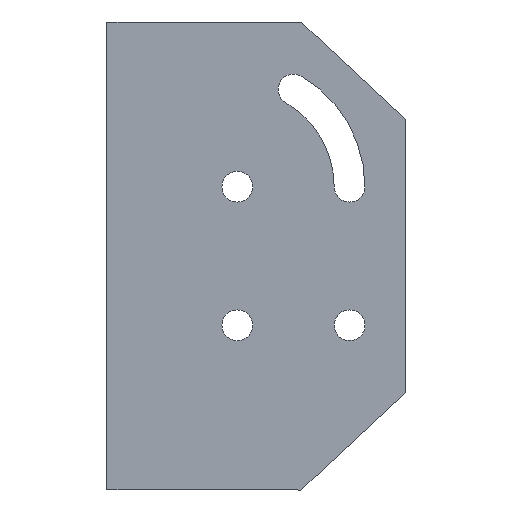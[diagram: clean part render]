
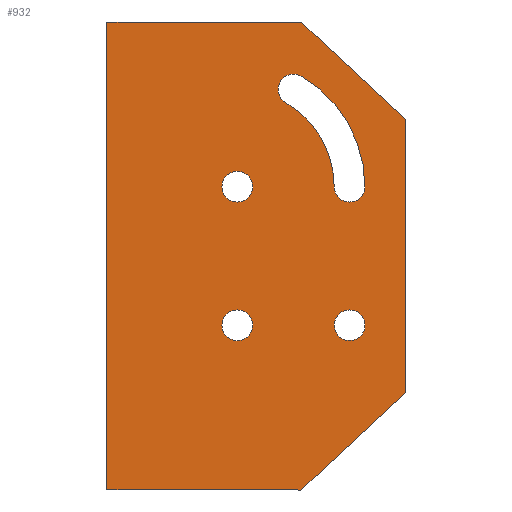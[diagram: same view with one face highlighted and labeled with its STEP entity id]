
A CAD part, left-side view. The second image highlights one B-rep face of the part: STEP entity #932.
In plain terms, the highlighted planar face has unit normal (-1, 0, 0).
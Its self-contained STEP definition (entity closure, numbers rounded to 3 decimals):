
#33=FACE_BOUND('',#139,.T.);
#34=FACE_BOUND('',#140,.T.);
#35=FACE_BOUND('',#141,.T.);
#36=FACE_BOUND('',#142,.T.);
#55=CIRCLE('',#1001,4.1);
#56=CIRCLE('',#1002,4.1);
#57=CIRCLE('',#1003,4.1);
#58=CIRCLE('',#1004,4.1);
#59=CIRCLE('',#1005,25.9);
#60=CIRCLE('',#1006,4.1);
#61=CIRCLE('',#1007,34.1);
#93=FACE_OUTER_BOUND('',#138,.T.);
#138=EDGE_LOOP('',(#602,#603,#604,#605,#606,#607,#608,#609));
#139=EDGE_LOOP('',(#610));
#140=EDGE_LOOP('',(#611));
#141=EDGE_LOOP('',(#612));
#142=EDGE_LOOP('',(#613,#614,#615,#616));
#205=LINE('',#1346,#296);
#206=LINE('',#1348,#297);
#207=LINE('',#1350,#298);
#208=LINE('',#1352,#299);
#209=LINE('',#1354,#300);
#210=LINE('',#1356,#301);
#211=LINE('',#1358,#302);
#212=LINE('',#1359,#303);
#296=VECTOR('',#1087,10.);
#297=VECTOR('',#1088,10.);
#298=VECTOR('',#1089,10.);
#299=VECTOR('',#1090,10.);
#300=VECTOR('',#1091,10.);
#301=VECTOR('',#1092,10.);
#302=VECTOR('',#1093,10.);
#303=VECTOR('',#1094,10.);
#387=VERTEX_POINT('',#1344);
#388=VERTEX_POINT('',#1345);
#389=VERTEX_POINT('',#1347);
#390=VERTEX_POINT('',#1349);
#391=VERTEX_POINT('',#1351);
#392=VERTEX_POINT('',#1353);
#393=VERTEX_POINT('',#1355);
#394=VERTEX_POINT('',#1357);
#395=VERTEX_POINT('',#1360);
#396=VERTEX_POINT('',#1362);
#397=VERTEX_POINT('',#1364);
#398=VERTEX_POINT('',#1366);
#399=VERTEX_POINT('',#1367);
#400=VERTEX_POINT('',#1369);
#401=VERTEX_POINT('',#1371);
#473=EDGE_CURVE('',#387,#388,#205,.T.);
#474=EDGE_CURVE('',#389,#387,#206,.T.);
#475=EDGE_CURVE('',#389,#390,#207,.T.);
#476=EDGE_CURVE('',#391,#390,#208,.T.);
#477=EDGE_CURVE('',#391,#392,#209,.T.);
#478=EDGE_CURVE('',#393,#392,#210,.T.);
#479=EDGE_CURVE('',#394,#393,#211,.T.);
#480=EDGE_CURVE('',#388,#394,#212,.T.);
#481=EDGE_CURVE('',#395,#395,#55,.T.);
#482=EDGE_CURVE('',#396,#396,#56,.T.);
#483=EDGE_CURVE('',#397,#397,#57,.T.);
#484=EDGE_CURVE('',#398,#399,#58,.T.);
#485=EDGE_CURVE('',#399,#400,#59,.T.);
#486=EDGE_CURVE('',#400,#401,#60,.T.);
#487=EDGE_CURVE('',#401,#398,#61,.T.);
#602=ORIENTED_EDGE('',*,*,#473,.F.);
#603=ORIENTED_EDGE('',*,*,#474,.F.);
#604=ORIENTED_EDGE('',*,*,#475,.T.);
#605=ORIENTED_EDGE('',*,*,#476,.F.);
#606=ORIENTED_EDGE('',*,*,#477,.T.);
#607=ORIENTED_EDGE('',*,*,#478,.F.);
#608=ORIENTED_EDGE('',*,*,#479,.F.);
#609=ORIENTED_EDGE('',*,*,#480,.F.);
#610=ORIENTED_EDGE('',*,*,#481,.T.);
#611=ORIENTED_EDGE('',*,*,#482,.T.);
#612=ORIENTED_EDGE('',*,*,#483,.T.);
#613=ORIENTED_EDGE('',*,*,#484,.T.);
#614=ORIENTED_EDGE('',*,*,#485,.T.);
#615=ORIENTED_EDGE('',*,*,#486,.T.);
#616=ORIENTED_EDGE('',*,*,#487,.T.);
#860=PLANE('',#1000);
#932=ADVANCED_FACE('',(#93,#33,#34,#35,#36),#860,.T.);
#1000=AXIS2_PLACEMENT_3D('',#1343,#1085,#1086);
#1001=AXIS2_PLACEMENT_3D('',#1361,#1095,#1096);
#1002=AXIS2_PLACEMENT_3D('',#1363,#1097,#1098);
#1003=AXIS2_PLACEMENT_3D('',#1365,#1099,#1100);
#1004=AXIS2_PLACEMENT_3D('',#1368,#1101,#1102);
#1005=AXIS2_PLACEMENT_3D('',#1370,#1103,#1104);
#1006=AXIS2_PLACEMENT_3D('',#1372,#1105,#1106);
#1007=AXIS2_PLACEMENT_3D('',#1373,#1107,#1108);
#1085=DIRECTION('center_axis',(-1.,0.,0.));
#1086=DIRECTION('ref_axis',(0.,0.,1.));
#1087=DIRECTION('',(0.,1.,0.));
#1088=DIRECTION('',(0.,1.,0.));
#1089=DIRECTION('',(0.,-0.733,0.68));
#1090=DIRECTION('',(0.,0.,-1.));
#1091=DIRECTION('',(0.,0.733,0.68));
#1092=DIRECTION('',(0.,-1.,0.));
#1093=DIRECTION('',(0.,-1.,0.));
#1094=DIRECTION('',(0.,0.,1.));
#1095=DIRECTION('center_axis',(1.,0.,0.));
#1096=DIRECTION('ref_axis',(0.,0.,1.));
#1097=DIRECTION('center_axis',(1.,0.,0.));
#1098=DIRECTION('ref_axis',(0.,0.,1.));
#1099=DIRECTION('center_axis',(1.,0.,0.));
#1100=DIRECTION('ref_axis',(0.,0.,1.));
#1101=DIRECTION('center_axis',(1.,0.,0.));
#1102=DIRECTION('ref_axis',(0.,1.,0.));
#1103=DIRECTION('center_axis',(-1.,0.,0.));
#1104=DIRECTION('ref_axis',(0.,-0.5,0.866));
#1105=DIRECTION('center_axis',(1.,0.,0.));
#1106=DIRECTION('ref_axis',(0.,-0.5,0.866));
#1107=DIRECTION('center_axis',(1.,0.,0.));
#1108=DIRECTION('ref_axis',(0.,0.5,-0.866));
#1343=CARTESIAN_POINT('Origin',(-21.5,-37.738,0.));
#1344=CARTESIAN_POINT('',(-21.5,-2.,-62.5));
#1345=CARTESIAN_POINT('',(-21.5,2.,-62.5));
#1346=CARTESIAN_POINT('',(-21.5,-19.869,-62.5));
#1347=CARTESIAN_POINT('',(-21.5,-50.,-62.5));
#1348=CARTESIAN_POINT('',(-21.5,2.524,-62.5));
#1349=CARTESIAN_POINT('',(-21.5,-78.,-36.5));
#1350=CARTESIAN_POINT('',(-21.5,-76.29,-38.088));
#1351=CARTESIAN_POINT('',(-21.5,-78.,36.5));
#1352=CARTESIAN_POINT('',(-21.5,-78.,62.5));
#1353=CARTESIAN_POINT('',(-21.5,-50.,62.5));
#1354=CARTESIAN_POINT('',(-21.5,-62.29,51.088));
#1355=CARTESIAN_POINT('',(-21.5,-2.,62.5));
#1356=CARTESIAN_POINT('',(-21.5,-2.,62.5));
#1357=CARTESIAN_POINT('',(-21.5,2.,62.5));
#1358=CARTESIAN_POINT('',(-21.5,-19.869,62.5));
#1359=CARTESIAN_POINT('',(-21.5,2.,0.));
#1360=CARTESIAN_POINT('',(-21.5,-63.,-22.6));
#1361=CARTESIAN_POINT('Origin',(-21.5,-63.,-18.5));
#1362=CARTESIAN_POINT('',(-21.5,-33.,14.4));
#1363=CARTESIAN_POINT('Origin',(-21.5,-33.,18.5));
#1364=CARTESIAN_POINT('',(-21.5,-33.,-22.6));
#1365=CARTESIAN_POINT('Origin',(-21.5,-33.,-18.5));
#1366=CARTESIAN_POINT('',(-21.5,-67.1,18.5));
#1367=CARTESIAN_POINT('',(-21.5,-58.9,18.5));
#1368=CARTESIAN_POINT('Origin',(-21.5,-63.,18.5));
#1369=CARTESIAN_POINT('',(-21.5,-45.95,40.93));
#1370=CARTESIAN_POINT('Origin',(-21.5,-33.,18.5));
#1371=CARTESIAN_POINT('',(-21.5,-50.05,48.031));
#1372=CARTESIAN_POINT('Origin',(-21.5,-48.,44.481));
#1373=CARTESIAN_POINT('Origin',(-21.5,-33.,18.5));
